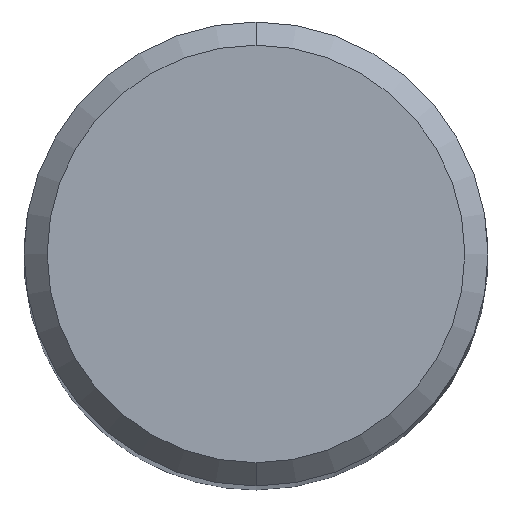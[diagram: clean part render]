
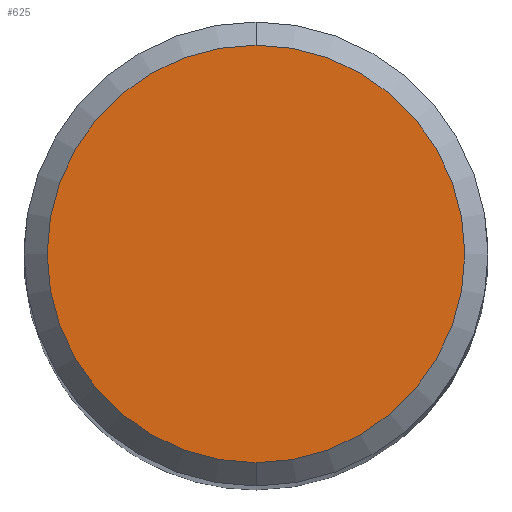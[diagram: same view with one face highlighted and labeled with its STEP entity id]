
A CAD part, top view. The second image highlights one B-rep face of the part: STEP entity #625.
In plain terms, the highlighted planar face has unit normal (0, 0, 1).
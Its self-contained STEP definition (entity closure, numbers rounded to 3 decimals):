
#441=EDGE_CURVE('',#995,#801,#1131,.T.);
#625=ADVANCED_FACE('',(#1334),#1335,.T.);
#801=VERTEX_POINT('',#1524);
#811=EDGE_CURVE('',#801,#995,#1536,.T.);
#995=VERTEX_POINT('',#1735);
#1131=CIRCLE('',#5384,5.4);
#1334=FACE_OUTER_BOUND('',#7465,.T.);
#1335=PLANE('',#7466);
#1524=CARTESIAN_POINT('',(0.0,5.4,0.0));
#1536=CIRCLE('',#10555,5.4);
#1735=CARTESIAN_POINT('',(0.,-5.4,0.0));
#5384=AXIS2_PLACEMENT_3D('',#15168,#15169,#15170);
#7465=EDGE_LOOP('',(#15366,#15367));
#7466=AXIS2_PLACEMENT_3D('',#15368,#15369,#15370);
#10555=AXIS2_PLACEMENT_3D('',#15590,#15591,#15592);
#15168=CARTESIAN_POINT('',(0.0,0.0,0.0));
#15169=DIRECTION('',(0.0,0.0,-1.0));
#15170=DIRECTION('',(0.0,1.0,0.0));
#15366=ORIENTED_EDGE('',*,*,#811,.F.);
#15367=ORIENTED_EDGE('',*,*,#441,.F.);
#15368=CARTESIAN_POINT('',(0.0,2.7,0.0));
#15369=DIRECTION('',(-0.0,0.0,1.0));
#15370=DIRECTION('',(0.0,-1.0,0.0));
#15590=CARTESIAN_POINT('',(0.0,0.0,0.0));
#15591=DIRECTION('',(0.0,0.0,-1.0));
#15592=DIRECTION('',(0.0,1.0,0.0));
